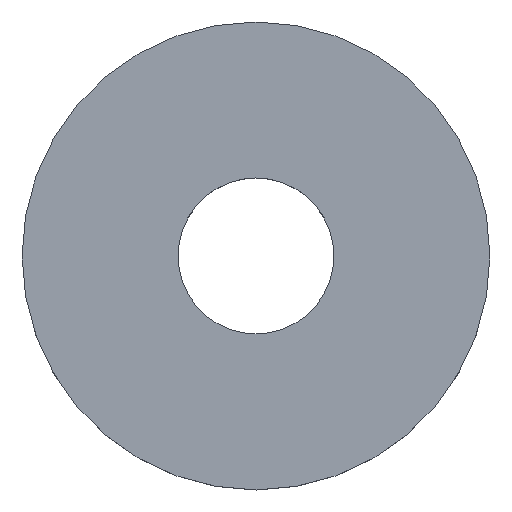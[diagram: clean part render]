
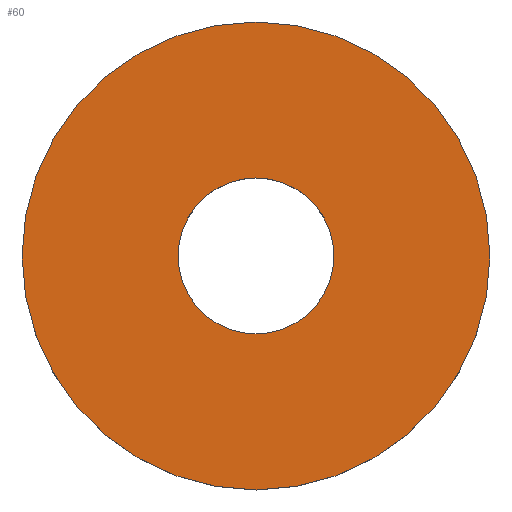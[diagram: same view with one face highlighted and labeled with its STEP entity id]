
A CAD part, top view. The second image highlights one B-rep face of the part: STEP entity #60.
In plain terms, the highlighted planar face has unit normal (0, 0, 1).
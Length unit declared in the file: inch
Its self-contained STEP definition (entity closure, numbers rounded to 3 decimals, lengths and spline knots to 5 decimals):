
#13=PLANE($,#71);
#18=FACE_BOUND($,#28,.T.);
#19=FACE_BOUND($,#29,.T.);
#28=EDGE_LOOP($,(#48));
#29=EDGE_LOOP($,(#49));
#30=CIRCLE($,#65,0.09843);
#32=CIRCLE($,#68,0.29528);
#34=VERTEX_POINT($,#92);
#36=VERTEX_POINT($,#97);
#38=EDGE_CURVE($,#34,#34,#30,.T.);
#40=EDGE_CURVE($,#36,#36,#32,.T.);
#48=ORIENTED_EDGE($,*,*,#38,.T.);
#49=ORIENTED_EDGE($,*,*,#40,.T.);
#60=ADVANCED_FACE($,(#18,#19),#13,.T.);
#65=AXIS2_PLACEMENT_3D($,#93,#76,#77);
#68=AXIS2_PLACEMENT_3D($,#98,#82,#83);
#71=AXIS2_PLACEMENT_3D($,#102,#88,#89);
#76=DIRECTION('center_axis',(0.,0.,-1.));
#77=DIRECTION('ref_axis',(-1.,0.,0.));
#82=DIRECTION('center_axis',(0.,0.,1.));
#83=DIRECTION('ref_axis',(-1.,0.,0.));
#88=DIRECTION('center_axis',(0.,0.,1.));
#89=DIRECTION('ref_axis',(1.,0.,0.));
#92=CARTESIAN_POINT('',(0.09843,0.,0.07874));
#93=CARTESIAN_POINT('Origin',(0.,0.,0.07874));
#97=CARTESIAN_POINT('',(0.29528,0.,0.07874));
#98=CARTESIAN_POINT('Origin',(0.,0.,0.07874));
#102=CARTESIAN_POINT('Origin',(0.,0.,
0.07874));
